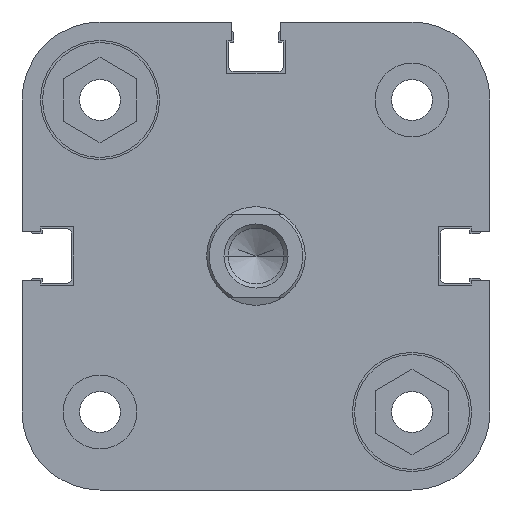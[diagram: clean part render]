
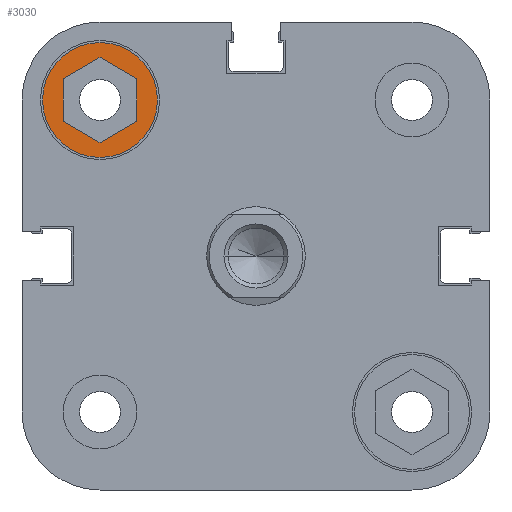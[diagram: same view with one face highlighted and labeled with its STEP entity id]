
A CAD part, left-side view. The second image highlights one B-rep face of the part: STEP entity #3030.
In plain terms, the highlighted planar face has unit normal (-1, 0, 0).
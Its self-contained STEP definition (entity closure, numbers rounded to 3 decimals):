
#71 = ORIENTED_EDGE ( 'NONE', *, *, #7024, .T. ) ;
#144 = ORIENTED_EDGE ( 'NONE', *, *, #7027, .T. ) ;
#150 = ORIENTED_EDGE ( 'NONE', *, *, #7028, .T. ) ;
#187 = ORIENTED_EDGE ( 'NONE', *, *, #7016, .T. ) ;
#1074 = EDGE_LOOP ( 'NONE', ( #187, #150, #144, #71, #1650, #1657 ) ) ;
#1082 = EDGE_LOOP ( 'NONE', ( #1754, #1714 ) ) ;
#1386 = FACE_OUTER_BOUND ( 'NONE', #1082, .T. ) ;
#1390 = FACE_BOUND ( 'NONE', #1074, .T. ) ;
#1650 = ORIENTED_EDGE ( 'NONE', *, *, #7022, .T. ) ;
#1657 = ORIENTED_EDGE ( 'NONE', *, *, #7019, .T. ) ;
#1714 = ORIENTED_EDGE ( 'NONE', *, *, #7054, .F. ) ;
#1754 = ORIENTED_EDGE ( 'NONE', *, *, #7069, .F. ) ;
#1768 = VERTEX_POINT ( 'NONE', #1871 ) ;
#1838 = VERTEX_POINT ( 'NONE', #1945 ) ;
#1850 = VERTEX_POINT ( 'NONE', #1995 ) ;
#1871 = CARTESIAN_POINT ( 'NONE',  ( -27.321, 14.5, 16.402 ) ) ;
#1880 = VERTEX_POINT ( 'NONE', #2010 ) ;
#1945 = CARTESIAN_POINT ( 'NONE',  ( -27.321, 19., 24.196 ) ) ;
#1985 = VERTEX_POINT ( 'NONE', #2126 ) ;
#1995 = CARTESIAN_POINT ( 'NONE',  ( -27.321, 14.5, 21.598 ) ) ;
#2010 = CARTESIAN_POINT ( 'NONE',  ( -27.321, 19., 13.804 ) ) ;
#2050 = VERTEX_POINT ( 'NONE', #2180 ) ;
#2126 = CARTESIAN_POINT ( 'NONE',  ( -27.321, 23.5, 21.598 ) ) ;
#2180 = CARTESIAN_POINT ( 'NONE',  ( -27.321, 23.5, 16.402 ) ) ;
#2516 = AXIS2_PLACEMENT_3D ( 'NONE', #4185, #4195, #4196 ) ;
#2520 = AXIS2_PLACEMENT_3D ( 'NONE', #4224, #4228, #4229 ) ;
#3030 = ADVANCED_FACE ( 'NONE', ( #1390, #1386 ), #6696, .F. ) ;
#3760 = CARTESIAN_POINT ( 'NONE',  ( -27.321, 19., 12. ) ) ;
#3782 = CARTESIAN_POINT ( 'NONE',  ( -27.321, 19., 26. ) ) ;
#4103 = CARTESIAN_POINT ( 'NONE',  ( -27.321, 19., 13.804 ) ) ;
#4112 = DIRECTION ( 'NONE',  ( 0., 0.866, -0.5 ) ) ;
#4115 = CARTESIAN_POINT ( 'NONE',  ( -27.321, 14.5, 16.402 ) ) ;
#4116 = CARTESIAN_POINT ( 'NONE',  ( -27.321, 14.5, 21.598 ) ) ;
#4119 = DIRECTION ( 'NONE',  ( 0., 0., -1. ) ) ;
#4124 = CARTESIAN_POINT ( 'NONE',  ( -27.321, 19., 24.196 ) ) ;
#4125 = DIRECTION ( 'NONE',  ( 0., -0.866, -0.5 ) ) ;
#4128 = DIRECTION ( 'NONE',  ( 0., -0.866, 0.5 ) ) ;
#4135 = CARTESIAN_POINT ( 'NONE',  ( -27.321, 23.5, 21.598 ) ) ;
#4136 = DIRECTION ( 'NONE',  ( 0., 0., 1. ) ) ;
#4137 = CARTESIAN_POINT ( 'NONE',  ( -27.321, 23.5, 16.402 ) ) ;
#4138 = DIRECTION ( 'NONE',  ( 0., 0.866, 0.5 ) ) ;
#4185 = CARTESIAN_POINT ( 'NONE',  ( -27.321, 19., 19. ) ) ;
#4195 = DIRECTION ( 'NONE',  ( 1., 0., 0. ) ) ;
#4196 = DIRECTION ( 'NONE',  ( 0., 0., -1. ) ) ;
#4224 = CARTESIAN_POINT ( 'NONE',  ( -27.321, 19., 19. ) ) ;
#4228 = DIRECTION ( 'NONE',  ( 1., 0., 0. ) ) ;
#4229 = DIRECTION ( 'NONE',  ( 0., 0., -1. ) ) ;
#4603 = LINE ( 'NONE', #4103, #4605 ) ;
#4605 = VECTOR ( 'NONE', #4112, 1000. ) ;
#4606 = LINE ( 'NONE', #4115, #4611 ) ;
#4611 = VECTOR ( 'NONE', #4119, 1000. ) ;
#4612 = LINE ( 'NONE', #4124, #4619 ) ;
#4613 = LINE ( 'NONE', #4116, #4615 ) ;
#4615 = VECTOR ( 'NONE', #4125, 1000. ) ;
#4616 = VECTOR ( 'NONE', #4136, 1000. ) ;
#4619 = VECTOR ( 'NONE', #4128, 1000. ) ;
#4620 = LINE ( 'NONE', #4135, #4616 ) ;
#4627 = LINE ( 'NONE', #4137, #4628 ) ;
#4628 = VECTOR ( 'NONE', #4138, 1000. ) ;
#4675 = CIRCLE ( 'NONE', #2516, 7. ) ;
#4703 = CIRCLE ( 'NONE', #2520, 7. ) ;
#6690 = CARTESIAN_POINT ( 'NONE',  ( -27.321, 6., 0. ) ) ;
#6696 = PLANE ( 'NONE',  #7685 ) ;
#6699 = DIRECTION ( 'NONE',  ( 0., 0., -1. ) ) ;
#6700 = DIRECTION ( 'NONE',  ( 1., 0., 0. ) ) ;
#6848 = VERTEX_POINT ( 'NONE', #3760 ) ;
#6872 = VERTEX_POINT ( 'NONE', #3782 ) ;
#7016 = EDGE_CURVE ( 'NONE', #1768, #1880, #4603, .T. ) ;
#7019 = EDGE_CURVE ( 'NONE', #1850, #1768, #4606, .T. ) ;
#7022 = EDGE_CURVE ( 'NONE', #1838, #1850, #4613, .T. ) ;
#7024 = EDGE_CURVE ( 'NONE', #1985, #1838, #4612, .T. ) ;
#7027 = EDGE_CURVE ( 'NONE', #2050, #1985, #4620, .T. ) ;
#7028 = EDGE_CURVE ( 'NONE', #1880, #2050, #4627, .T. ) ;
#7054 = EDGE_CURVE ( 'NONE', #6872, #6848, #4675, .T. ) ;
#7069 = EDGE_CURVE ( 'NONE', #6848, #6872, #4703, .T. ) ;
#7685 = AXIS2_PLACEMENT_3D ( 'NONE', #6690, #6700, #6699 ) ;
